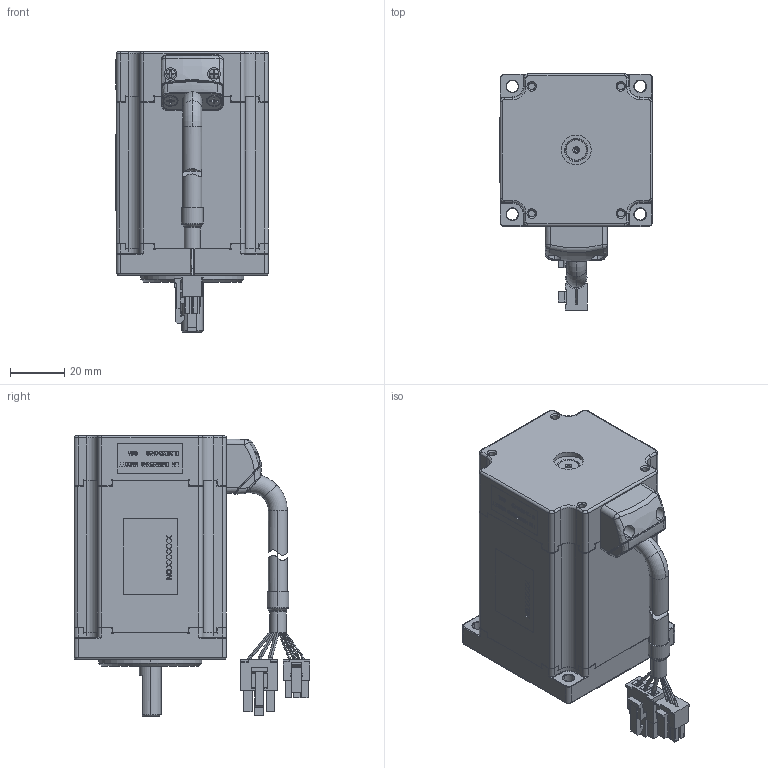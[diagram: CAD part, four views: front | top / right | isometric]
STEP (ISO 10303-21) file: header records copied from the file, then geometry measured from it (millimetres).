
FILE_DESCRIPTION((''),'2;1');
FILE_NAME('4611130001214_ASM_ASM','2020-01-14T18:20:09',('TQ00207'),(''),'CREO PARAMETRIC BY PTC INC, 2018100','CREO PARAMETRIC BY PTC INC, 2018100','');
FILE_SCHEMA(('CONFIG_CONTROL_DESIGN'));
Products named in the file (25): STATOR_CORE_10_1_2_3; STATOR_WINDING_ASM_13_1_2_3_ASM; HARNESS_1_1_2_3_4_5_6_7_8_9__21; 4718405002144_1_1_2_3_4_5_6__24; 4718405000822_1_1_2_3_4_5_6__24; XIANSHU_ASM_1_1_2_3_4_5_6_7_ASM; STATOR_ASM_13_1_2_3_ASM; PE_17_1_2_3; SHAFT_23_1; ROTOR_CORE_SHAFT_ASM_12_1_ASM; ROTOR_MAGNET_ASM_9_1_ASM; DEEP_GROOVE_BALL_BEARINGS_608_8; ROTOR_ASM_14_1_ASM; 4219121302327_OPE_5_1_2_3_4_5_7; 3698154000050_5_1_2_3_4_5_6_7; LEADING_COVER_2_1_1_2_3_4_5_6_7; 00_6_1_2_3_4; BIAOQIAN_2_1_2_3_4_5_6_7_8_9_29; M2_2_1_2_3_4_5_6_7; PRT0001_3_1_2_3_4_5_6_7; 4294404000662-M3X47_2_1_2_3_4_7; M3_2_1_2_3_4_5_6_7; PRT0002_2_1_2_3_4_5_6_7; MOTOR_ASM_33_1_ASM; 4611130001214_ASM_ASM
Assembly tree (28 placements, depth 6):
  4611130001214_ASM_ASM
    MOTOR_ASM_33_1_ASM
      STATOR_ASM_13_1_2_3_ASM
        STATOR_WINDING_ASM_13_1_2_3_ASM
          STATOR_CORE_10_1_2_3
        XIANSHU_ASM_1_1_2_3_4_5_6_7_ASM
          HARNESS_1_1_2_3_4_5_6_7_8_9__21
          4718405002144_1_1_2_3_4_5_6__24
          4718405000822_1_1_2_3_4_5_6__24
      PE_17_1_2_3
      ROTOR_ASM_14_1_ASM
        ROTOR_MAGNET_ASM_9_1_ASM
          ROTOR_CORE_SHAFT_ASM_12_1_ASM
            SHAFT_23_1
        DEEP_GROOVE_BALL_BEARINGS_608_8  x2
      4219121302327_OPE_5_1_2_3_4_5_7
      3698154000050_5_1_2_3_4_5_6_7
      LEADING_COVER_2_1_1_2_3_4_5_6_7
      00_6_1_2_3_4
      BIAOQIAN_2_1_2_3_4_5_6_7_8_9_29
      M2_2_1_2_3_4_5_6_7
      PRT0001_3_1_2_3_4_5_6_7
      4294404000662-M3X47_2_1_2_3_4_7  x4
      M3_2_1_2_3_4_5_6_7
      PRT0002_2_1_2_3_4_5_6_7
Bounding box: 56.4 x 87.05 x 103.5 mm (x, y, z)
Volume: 168446.9 mm3; surface area: 69426.1 mm2
Topology: 21 solids, 23 shells, 2660 faces, 7476 edges, 4796 vertices
Faces by surface type: plane 1727, cylinder 390, torus 175, cone 124, sphere 116, bspline 84, extrusion 44
Entity records: 92039 total; most frequent: CARTESIAN_POINT 28638, ORIENTED_EDGE 13556, DIRECTION 12435, EDGE_CURVE 6782, VECTOR 4907, LINE 4863, VERTEX_POINT 4427, AXIS2_PLACEMENT_3D 3764
